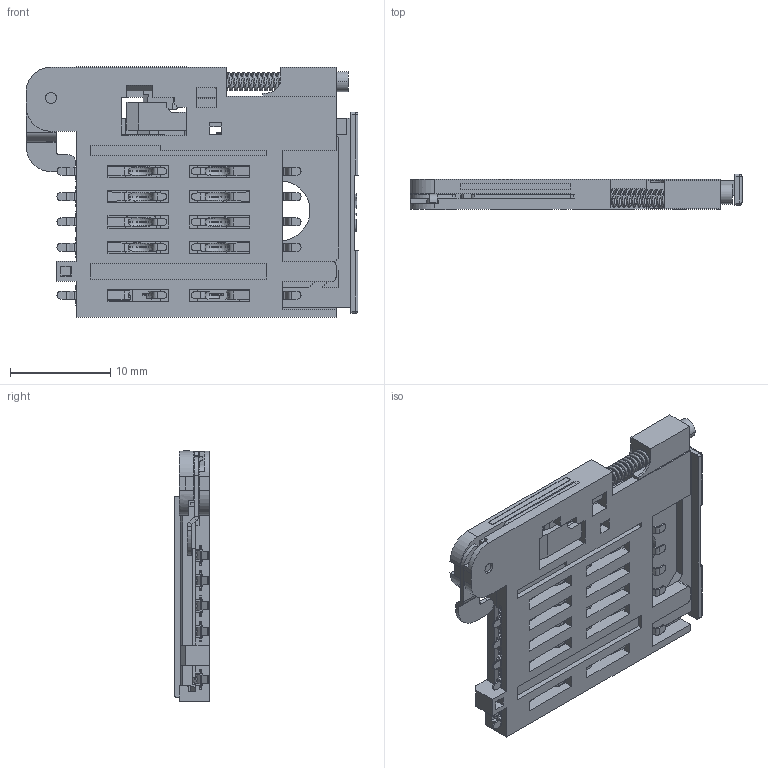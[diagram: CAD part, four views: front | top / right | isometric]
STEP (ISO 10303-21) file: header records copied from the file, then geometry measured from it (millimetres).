
FILE_DESCRIPTION((''),'2;1');
FILE_NAME('KF-016_ASM_ASM','2017-05-25T',('Administrator'),(''),'CREO PARAMETRIC BY PTC INC, 2014190','CREO PARAMETRIC BY PTC INC, 2014190','');
FILE_SCHEMA(('CONFIG_CONTROL_DESIGN'));
Length unit declared in the file: millimetre
Products named in the file (10): JIAOXIN_AF0_50; TUIGAN_2; ANLIU1_1; PRT0001_8; SIM016-COVER_13; TANHUANG_1; ZHUZI_1; DUANZI_21; ASM0001_ASM_55_ASM; KF-016_ASM_ASM
Assembly tree (18 placements, depth 3):
  KF-016_ASM_ASM
    ASM0001_ASM_55_ASM
      JIAOXIN_AF0_50
      TUIGAN_2
      ANLIU1_1
      PRT0001_8
      SIM016-COVER_13
      TANHUANG_1
      ZHUZI_1
      DUANZI_21  x10
Bounding box: 33.2 x 3.55 x 25.05 mm (x, y, z)
Volume: 1284.2 mm3; surface area: 4067.2 mm2
Topology: 17 solids, 17 shells, 2036 faces, 5160 edges, 3166 vertices
Faces by surface type: plane 1385, cylinder 470, bspline 112, revolution 40, extrusion 25, cone 4
Entity records: 30816 total; most frequent: CARTESIAN_POINT 8865, ORIENTED_EDGE 4686, DIRECTION 4227, EDGE_CURVE 2343, VECTOR 1943, LINE 1918, VERTEX_POINT 1519, AXIS2_PLACEMENT_3D 1140
